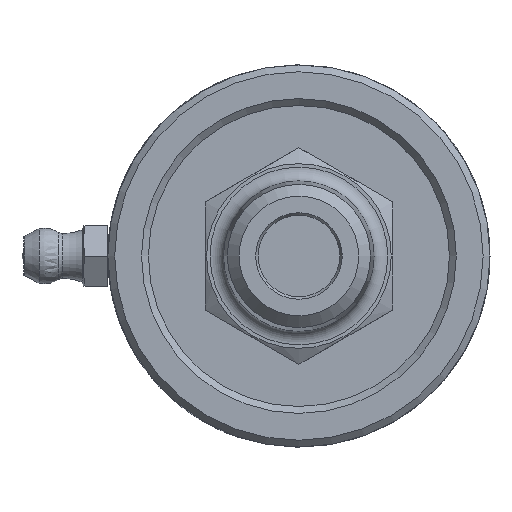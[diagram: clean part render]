
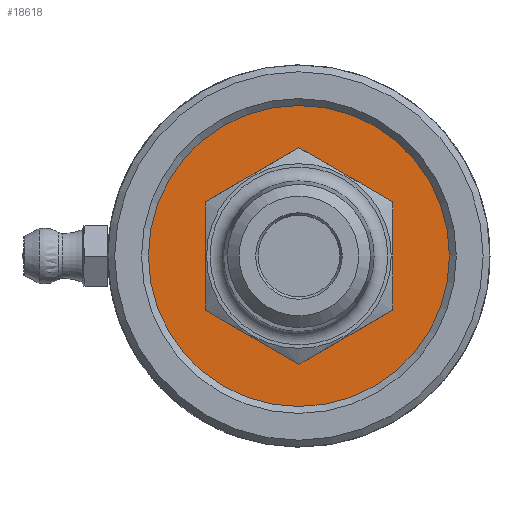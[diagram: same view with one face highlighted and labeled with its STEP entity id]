
A CAD part, left-side view. The second image highlights one B-rep face of the part: STEP entity #18618.
In plain terms, the highlighted planar face has unit normal (-1, 0, 0).
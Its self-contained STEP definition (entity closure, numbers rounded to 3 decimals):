
#224=FACE_BOUND('',#3148,.T.);
#604=PLANE('',#19751);
#2006=FACE_OUTER_BOUND('',#3147,.T.);
#3147=EDGE_LOOP('',(#16697));
#3148=EDGE_LOOP('',(#16698));
#3771=CIRCLE('',#19752,17.525);
#3772=CIRCLE('',#19753,9.575);
#8876=VERTEX_POINT('',#83705);
#8877=VERTEX_POINT('',#83707);
#11515=EDGE_CURVE('',#8876,#8876,#3771,.T.);
#11516=EDGE_CURVE('',#8877,#8877,#3772,.T.);
#16697=ORIENTED_EDGE('',*,*,#11515,.F.);
#16698=ORIENTED_EDGE('',*,*,#11516,.F.);
#18618=ADVANCED_FACE('',(#2006,#224),#604,.F.);
#19751=AXIS2_PLACEMENT_3D('',#83704,#23065,#23066);
#19752=AXIS2_PLACEMENT_3D('',#83706,#23067,#23068);
#19753=AXIS2_PLACEMENT_3D('',#83708,#23069,#23070);
#23065=DIRECTION('center_axis',(1.,0.,0.));
#23066=DIRECTION('ref_axis',(0.,0.,-1.));
#23067=DIRECTION('center_axis',(1.,0.,0.));
#23068=DIRECTION('ref_axis',(0.,1.,0.));
#23069=DIRECTION('center_axis',(-1.,0.,0.));
#23070=DIRECTION('ref_axis',(0.,1.,0.));
#83704=CARTESIAN_POINT('Origin',(2.49,-1.357,0.));
#83705=CARTESIAN_POINT('',(2.49,-17.525,0.));
#83706=CARTESIAN_POINT('Origin',(2.49,0.,0.));
#83707=CARTESIAN_POINT('',(2.49,-9.575,0.));
#83708=CARTESIAN_POINT('Origin',(2.49,0.,0.));
